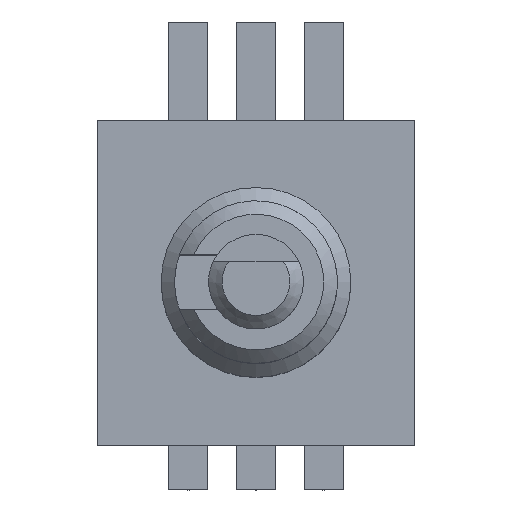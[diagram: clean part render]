
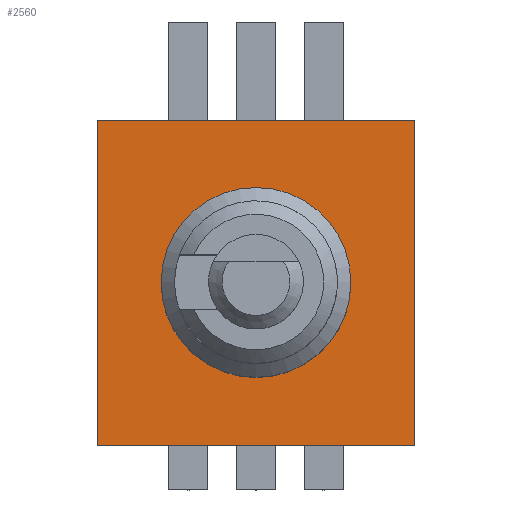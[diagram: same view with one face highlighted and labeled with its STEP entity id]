
A CAD part, top view. The second image highlights one B-rep face of the part: STEP entity #2560.
In plain terms, the highlighted planar face has unit normal (0, 0, 1).
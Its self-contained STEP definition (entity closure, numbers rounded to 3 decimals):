
#114=FACE_OUTER_BOUND('',#266,.T.);
#266=EDGE_LOOP('',(#1676,#1677,#1678,#1679));
#416=LINE('',#3674,#730);
#419=LINE('',#3680,#733);
#422=LINE('',#3686,#736);
#425=LINE('',#3690,#739);
#730=VECTOR('',#2946,10.);
#733=VECTOR('',#2951,10.);
#736=VECTOR('',#2956,10.);
#739=VECTOR('',#2961,10.);
#1044=VERTEX_POINT('',#3671);
#1045=VERTEX_POINT('',#3673);
#1047=VERTEX_POINT('',#3679);
#1049=VERTEX_POINT('',#3685);
#1291=EDGE_CURVE('',#1045,#1044,#416,.T.);
#1294=EDGE_CURVE('',#1047,#1045,#419,.T.);
#1297=EDGE_CURVE('',#1049,#1047,#422,.T.);
#1300=EDGE_CURVE('',#1044,#1049,#425,.T.);
#1676=ORIENTED_EDGE('',*,*,#1300,.T.);
#1677=ORIENTED_EDGE('',*,*,#1297,.T.);
#1678=ORIENTED_EDGE('',*,*,#1294,.T.);
#1679=ORIENTED_EDGE('',*,*,#1291,.T.);
#2406=PLANE('',#2739);
#2560=ADVANCED_FACE('',(#114),#2406,.T.);
#2739=AXIS2_PLACEMENT_3D('',#3691,#2962,#2963);
#2946=DIRECTION('',(0.,1.,0.));
#2951=DIRECTION('',(1.,0.,0.));
#2956=DIRECTION('',(0.,-1.,0.));
#2961=DIRECTION('',(-1.,0.,0.));
#2962=DIRECTION('center_axis',(0.,0.,1.));
#2963=DIRECTION('ref_axis',(1.,0.,0.));
#3671=CARTESIAN_POINT('',(5.85,6.,8.));
#3673=CARTESIAN_POINT('',(5.85,-6.,8.));
#3674=CARTESIAN_POINT('',(5.85,6.,8.));
#3679=CARTESIAN_POINT('',(-5.85,-6.,8.));
#3680=CARTESIAN_POINT('',(5.85,-6.,8.));
#3685=CARTESIAN_POINT('',(-5.85,6.,8.));
#3686=CARTESIAN_POINT('',(-5.85,-6.,8.));
#3690=CARTESIAN_POINT('',(-5.85,6.,8.));
#3691=CARTESIAN_POINT('Origin',(0.,0.,8.));
